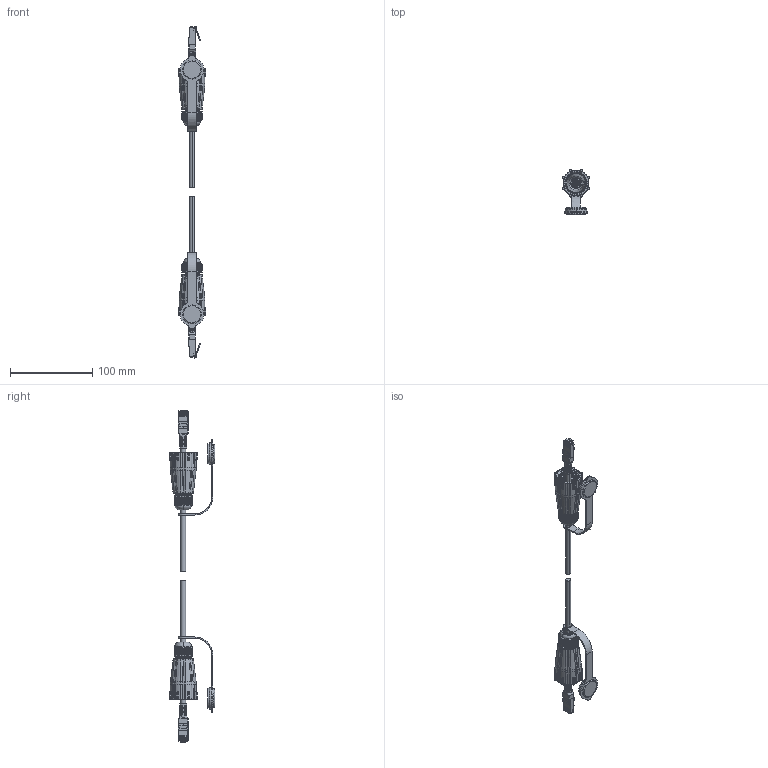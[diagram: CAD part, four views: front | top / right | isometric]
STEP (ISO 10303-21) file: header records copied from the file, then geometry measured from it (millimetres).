
FILE_DESCRIPTION (( 'STEP AP203' ), '1' );
FILE_NAME ('TRD695AWB_3D.STEP', '2022-06-13T18:29:36', ( '' ), ( '' ), 'SwSTEP 2.0', 'SolidWorks 2021', '' );
FILE_SCHEMA (( 'CONFIG_CONTROL_DESIGN' ));
Length unit declared in the file: inch
Products named in the file (7): TRD695AWB_RB-9_MA3; WP-AD-XX.STEP_MA6; TRD695AWB_NUT_MA2; TRD695AWB_dust cap_MA5; TRD695AWB_BODY_MA1; TRD695AWB_3D; TRD695AWB_8P~PLUGmolding_MA4
Assembly tree (9 placements, depth 3):
  TRD695AWB_3D
    WP-AD-XX.STEP_MA6  x2
      TRD695AWB_BODY_MA1
      TRD695AWB_RB-9_MA3
      TRD695AWB_NUT_MA2
    TRD695AWB_8P~PLUGmolding_MA4  x2
    TRD695AWB_dust cap_MA5  x2
Bounding box: 33.66 x 54.89 x 403.88 mm (x, y, z)
Volume: 65486.2 mm3; surface area: 53139.3 mm2
Topology: 10 solids, 42 shells, 3108 faces, 8356 edges, 5416 vertices
Faces by surface type: plane 1916, cylinder 662, bspline 366, torus 82, cone 78, sphere 4
Entity records: 65803 total; most frequent: CARTESIAN_POINT 28302, ORIENTED_EDGE 8356, DIRECTION 6683, EDGE_CURVE 4178, VERTEX_POINT 2708, LINE 2409, VECTOR 2409, AXIS2_PLACEMENT_3D 2137
